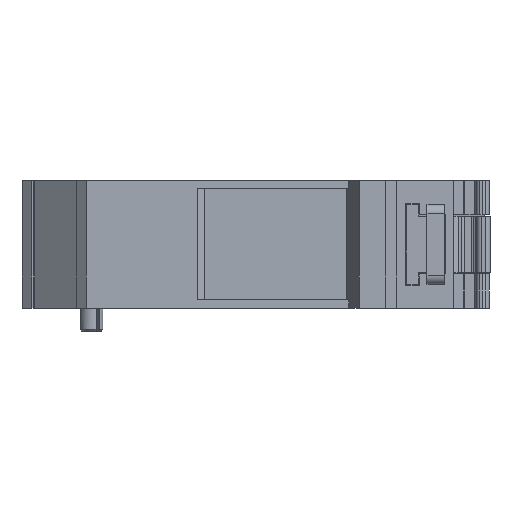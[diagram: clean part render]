
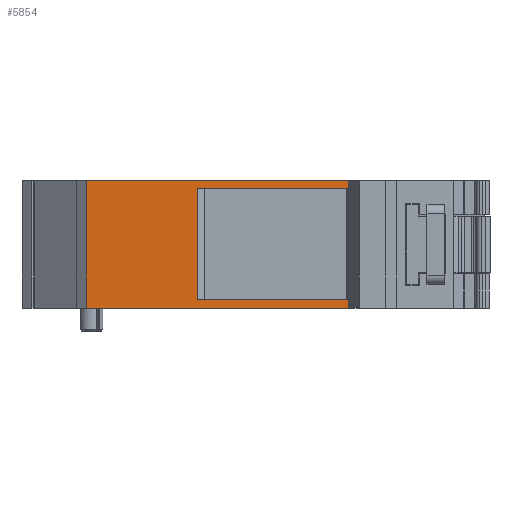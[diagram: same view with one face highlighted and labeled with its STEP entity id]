
A CAD part, left-side view. The second image highlights one B-rep face of the part: STEP entity #5854.
In plain terms, the highlighted planar face has unit normal (-1, 0, 0).
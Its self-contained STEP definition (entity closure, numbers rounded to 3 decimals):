
#38 = VERTEX_POINT ( 'NONE', #9082 ) ;
#99 = CARTESIAN_POINT ( 'NONE',  ( -35., -26.303, 1.4 ) ) ;
#589 = FACE_OUTER_BOUND ( 'NONE', #10342, .T. ) ;
#792 = VERTEX_POINT ( 'NONE', #4400 ) ;
#1664 = CARTESIAN_POINT ( 'NONE',  ( -35., -7.108, 22. ) ) ;
#1824 = VERTEX_POINT ( 'NONE', #6971 ) ;
#2122 = VERTEX_POINT ( 'NONE', #3140 ) ;
#2264 = AXIS2_PLACEMENT_3D ( 'NONE', #10316, #10673, #10742 ) ;
#2337 = DIRECTION ( 'NONE',  ( 0., 0., -1. ) ) ;
#3040 = VERTEX_POINT ( 'NONE', #1664 ) ;
#3140 = CARTESIAN_POINT ( 'NONE',  ( -35., -26.303, 20.6 ) ) ;
#3189 = VERTEX_POINT ( 'NONE', #99 ) ;
#3277 = CARTESIAN_POINT ( 'NONE',  ( -35., -52.463, 11. ) ) ;
#3644 = EDGE_CURVE ( 'NONE', #4576, #2122, #8333, .T. ) ;
#3647 = VERTEX_POINT ( 'NONE', #9746 ) ;
#3883 = EDGE_CURVE ( 'NONE', #2122, #3189, #7617, .T. ) ;
#4027 = EDGE_CURVE ( 'NONE', #3189, #38, #7259, .T. ) ;
#4299 = DIRECTION ( 'NONE',  ( 0., -1., 0. ) ) ;
#4318 = VECTOR ( 'NONE', #10303, 1000. ) ;
#4400 = CARTESIAN_POINT ( 'NONE',  ( -35., -52.463, 0. ) ) ;
#4429 = LINE ( 'NONE', #11695, #4439 ) ;
#4439 = VECTOR ( 'NONE', #11520, 1000. ) ;
#4449 = CARTESIAN_POINT ( 'NONE',  ( -35., -131.754, 1.4 ) ) ;
#4487 = LINE ( 'NONE', #9233, #4318 ) ;
#4576 = VERTEX_POINT ( 'NONE', #8481 ) ;
#4765 = LINE ( 'NONE', #3277, #4810 ) ;
#4810 = VECTOR ( 'NONE', #2337, 1000. ) ;
#4923 = VECTOR ( 'NONE', #6862, 1000. ) ;
#4968 = LINE ( 'NONE', #7149, #4923 ) ;
#5854 = ADVANCED_FACE ( 'NONE', ( #589 ), #10626, .F. ) ;
#6224 = EDGE_CURVE ( 'NONE', #792, #3647, #10480, .T. ) ;
#6239 = DIRECTION ( 'NONE',  ( 0., 0., -1. ) ) ;
#6683 = DIRECTION ( 'NONE',  ( 0., 1., 0. ) ) ;
#6755 = VECTOR ( 'NONE', #6683, 1000. ) ;
#6808 = CARTESIAN_POINT ( 'NONE',  ( -35., -131.754, 0. ) ) ;
#6822 = CARTESIAN_POINT ( 'NONE',  ( -35., -26.303, 11. ) ) ;
#6862 = DIRECTION ( 'NONE',  ( 0., 0., -1. ) ) ;
#6971 = CARTESIAN_POINT ( 'NONE',  ( -35., -52.463, 22. ) ) ;
#7149 = CARTESIAN_POINT ( 'NONE',  ( -35., -52.463, 11. ) ) ;
#7246 = VECTOR ( 'NONE', #4299, 1000. ) ;
#7259 = LINE ( 'NONE', #4449, #7246 ) ;
#7617 = LINE ( 'NONE', #6822, #7648 ) ;
#7648 = VECTOR ( 'NONE', #6239, 1000. ) ;
#7830 = ORIENTED_EDGE ( 'NONE', *, *, #4027, .F. ) ;
#7989 = ORIENTED_EDGE ( 'NONE', *, *, #10458, .F. ) ;
#8013 = ORIENTED_EDGE ( 'NONE', *, *, #6224, .F. ) ;
#8217 = ORIENTED_EDGE ( 'NONE', *, *, #10634, .T. ) ;
#8283 = ORIENTED_EDGE ( 'NONE', *, *, #10603, .T. ) ;
#8288 = VECTOR ( 'NONE', #9736, 1000. ) ;
#8333 = LINE ( 'NONE', #10145, #8288 ) ;
#8481 = CARTESIAN_POINT ( 'NONE',  ( -35., -52.463, 20.6 ) ) ;
#9082 = CARTESIAN_POINT ( 'NONE',  ( -35., -52.463, 1.4 ) ) ;
#9233 = CARTESIAN_POINT ( 'NONE',  ( -35., -7.108, 11. ) ) ;
#9539 = ORIENTED_EDGE ( 'NONE', *, *, #10394, .F. ) ;
#9670 = ORIENTED_EDGE ( 'NONE', *, *, #3644, .F. ) ;
#9736 = DIRECTION ( 'NONE',  ( 0., 1., 0. ) ) ;
#9738 = ORIENTED_EDGE ( 'NONE', *, *, #3883, .F. ) ;
#9746 = CARTESIAN_POINT ( 'NONE',  ( -35., -7.108, 0. ) ) ;
#10145 = CARTESIAN_POINT ( 'NONE',  ( -35., -131.754, 20.6 ) ) ;
#10303 = DIRECTION ( 'NONE',  ( 0., 0., -1. ) ) ;
#10316 = CARTESIAN_POINT ( 'NONE',  ( -35., -131.754, 11. ) ) ;
#10342 = EDGE_LOOP ( 'NONE', ( #9738, #9670, #9539, #8283, #8217, #8013, #7989, #7830 ) ) ;
#10394 = EDGE_CURVE ( 'NONE', #1824, #4576, #4968, .T. ) ;
#10458 = EDGE_CURVE ( 'NONE', #38, #792, #4765, .T. ) ;
#10480 = LINE ( 'NONE', #6808, #6755 ) ;
#10603 = EDGE_CURVE ( 'NONE', #1824, #3040, #4429, .T. ) ;
#10626 = PLANE ( 'NONE',  #2264 ) ;
#10634 = EDGE_CURVE ( 'NONE', #3040, #3647, #4487, .T. ) ;
#10673 = DIRECTION ( 'NONE',  ( 1., 0., 0. ) ) ;
#10742 = DIRECTION ( 'NONE',  ( 0., 0., -1. ) ) ;
#11520 = DIRECTION ( 'NONE',  ( 0., 1., 0. ) ) ;
#11695 = CARTESIAN_POINT ( 'NONE',  ( -35., -131.641, 22. ) ) ;
